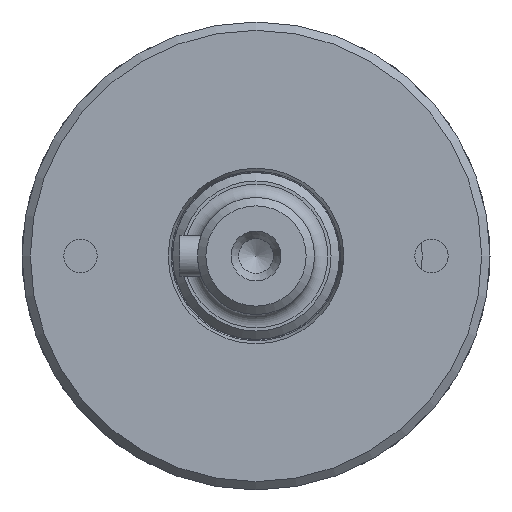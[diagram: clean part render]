
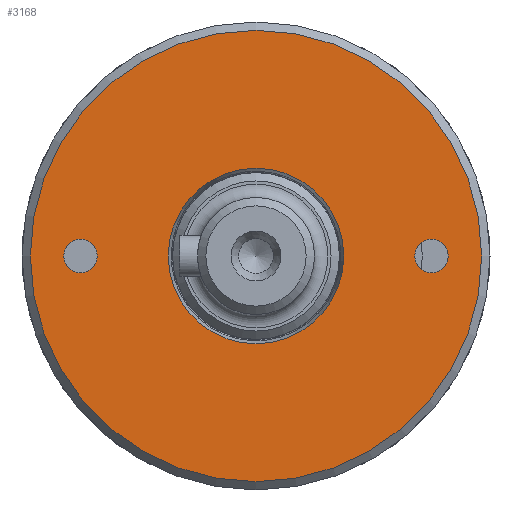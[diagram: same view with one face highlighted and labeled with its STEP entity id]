
A CAD part, left-side view. The second image highlights one B-rep face of the part: STEP entity #3168.
In plain terms, the highlighted planar face has unit normal (-1, 0, 0).
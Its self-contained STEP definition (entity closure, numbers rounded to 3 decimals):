
#267=FACE_BOUND('',#1111,.T.);
#268=FACE_BOUND('',#1112,.T.);
#269=FACE_BOUND('',#1113,.T.);
#918=FACE_OUTER_BOUND('',#1110,.T.);
#1110=EDGE_LOOP('',(#2776,#2777));
#1111=EDGE_LOOP('',(#2778,#2779));
#1112=EDGE_LOOP('',(#2780,#2781));
#1113=EDGE_LOOP('',(#2782,#2783));
#1271=CIRCLE('',#3476,27.);
#1272=CIRCLE('',#3477,27.);
#1273=CIRCLE('',#3479,2.);
#1274=CIRCLE('',#3480,2.);
#1275=CIRCLE('',#3481,2.);
#1276=CIRCLE('',#3482,2.);
#1277=CIRCLE('',#3483,10.5);
#1278=CIRCLE('',#3484,10.5);
#1577=VERTEX_POINT('',#5394);
#1578=VERTEX_POINT('',#5396);
#1579=VERTEX_POINT('',#5400);
#1580=VERTEX_POINT('',#5401);
#1581=VERTEX_POINT('',#5404);
#1582=VERTEX_POINT('',#5405);
#1583=VERTEX_POINT('',#5408);
#1584=VERTEX_POINT('',#5409);
#1986=EDGE_CURVE('',#1577,#1578,#1271,.T.);
#1987=EDGE_CURVE('',#1578,#1577,#1272,.T.);
#1988=EDGE_CURVE('',#1579,#1580,#1273,.T.);
#1989=EDGE_CURVE('',#1580,#1579,#1274,.T.);
#1990=EDGE_CURVE('',#1581,#1582,#1275,.T.);
#1991=EDGE_CURVE('',#1582,#1581,#1276,.T.);
#1992=EDGE_CURVE('',#1583,#1584,#1277,.T.);
#1993=EDGE_CURVE('',#1584,#1583,#1278,.T.);
#2776=ORIENTED_EDGE('',*,*,#1987,.F.);
#2777=ORIENTED_EDGE('',*,*,#1986,.F.);
#2778=ORIENTED_EDGE('',*,*,#1988,.T.);
#2779=ORIENTED_EDGE('',*,*,#1989,.T.);
#2780=ORIENTED_EDGE('',*,*,#1990,.T.);
#2781=ORIENTED_EDGE('',*,*,#1991,.T.);
#2782=ORIENTED_EDGE('',*,*,#1992,.T.);
#2783=ORIENTED_EDGE('',*,*,#1993,.T.);
#3023=PLANE('',#3478);
#3168=ADVANCED_FACE('',(#918,#267,#268,#269),#3023,.T.);
#3476=AXIS2_PLACEMENT_3D('',#5397,#4293,#4294);
#3477=AXIS2_PLACEMENT_3D('',#5398,#4295,#4296);
#3478=AXIS2_PLACEMENT_3D('',#5399,#4297,#4298);
#3479=AXIS2_PLACEMENT_3D('',#5402,#4299,#4300);
#3480=AXIS2_PLACEMENT_3D('',#5403,#4301,#4302);
#3481=AXIS2_PLACEMENT_3D('',#5406,#4303,#4304);
#3482=AXIS2_PLACEMENT_3D('',#5407,#4305,#4306);
#3483=AXIS2_PLACEMENT_3D('',#5410,#4307,#4308);
#3484=AXIS2_PLACEMENT_3D('',#5411,#4309,#4310);
#4293=DIRECTION('center_axis',(1.,0.,0.));
#4294=DIRECTION('ref_axis',(0.,-1.,0.));
#4295=DIRECTION('center_axis',(1.,0.,0.));
#4296=DIRECTION('ref_axis',(0.,-1.,0.));
#4297=DIRECTION('center_axis',(-1.,0.,0.));
#4298=DIRECTION('ref_axis',(0.,0.,
-1.));
#4299=DIRECTION('center_axis',(1.,0.,0.));
#4300=DIRECTION('ref_axis',(0.,0.,
-1.));
#4301=DIRECTION('center_axis',(1.,0.,0.));
#4302=DIRECTION('ref_axis',(0.,0.,
-1.));
#4303=DIRECTION('center_axis',(1.,0.,0.));
#4304=DIRECTION('ref_axis',(0.,0.,
-1.));
#4305=DIRECTION('center_axis',(1.,0.,0.));
#4306=DIRECTION('ref_axis',(0.,0.,
-1.));
#4307=DIRECTION('center_axis',(1.,0.,0.));
#4308=DIRECTION('ref_axis',(0.,-1.,0.));
#4309=DIRECTION('center_axis',(1.,0.,0.));
#4310=DIRECTION('ref_axis',(0.,-1.,0.));
#5394=CARTESIAN_POINT('',(-139.4,27.,0.));
#5396=CARTESIAN_POINT('',(-139.4,-27.,0.));
#5397=CARTESIAN_POINT('Origin',(-139.4,0.,0.));
#5398=CARTESIAN_POINT('Origin',(-139.4,0.,0.));
#5399=CARTESIAN_POINT('Origin',(-139.4,-18.75,0.));
#5400=CARTESIAN_POINT('',(-139.4,-21.,-2.));
#5401=CARTESIAN_POINT('',(-139.4,-21.,2.));
#5402=CARTESIAN_POINT('Origin',(-139.4,-21.,0.));
#5403=CARTESIAN_POINT('Origin',(-139.4,-21.,0.));
#5404=CARTESIAN_POINT('',(-139.4,21.,-2.));
#5405=CARTESIAN_POINT('',(-139.4,21.,2.));
#5406=CARTESIAN_POINT('Origin',(-139.4,21.,0.));
#5407=CARTESIAN_POINT('Origin',(-139.4,21.,0.));
#5408=CARTESIAN_POINT('',(-139.4,-10.5,0.));
#5409=CARTESIAN_POINT('',(-139.4,10.5,0.));
#5410=CARTESIAN_POINT('Origin',(-139.4,0.,0.));
#5411=CARTESIAN_POINT('Origin',(-139.4,0.,0.));
